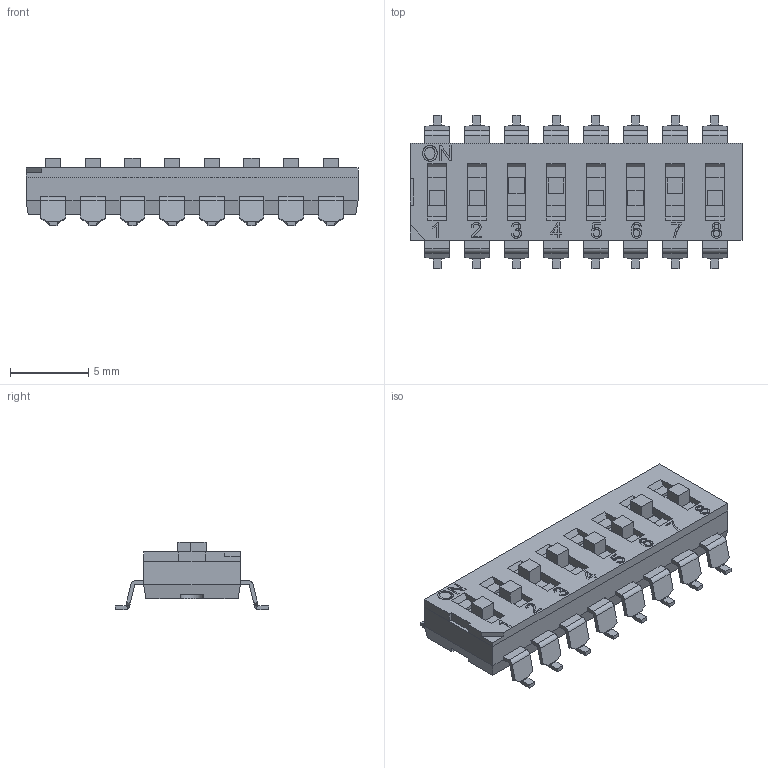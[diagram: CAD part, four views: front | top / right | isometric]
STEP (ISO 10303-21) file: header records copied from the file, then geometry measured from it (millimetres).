
FILE_DESCRIPTION(/* description */ (''),/* implementation_level */ '2;1');
FILE_NAME(/* name */ 'DIPSWI~2',/* time_stamp */ '2016-12-27T12:22:46+01:00',/* author */ (''),/* organization */ (''),/* preprocessor_version */ 'ST-DEVELOPER v14',/* originating_system */ '',/* authorisation */ '');
FILE_SCHEMA (('AUTOMOTIVE_DESIGN'));
Length unit declared in the file: millimetre
Products named in the file (1): Document
Bounding box: 21.26 x 9.8 x 4.32 mm (x, y, z)
Volume: 223.6 mm3; surface area: 1491.5 mm2
Topology: 17 solids, 65 shells, 1513 faces, 4307 edges, 2872 vertices
Faces by surface type: plane 1084, bspline 429
Entity records: 51361 total; most frequent: CARTESIAN_POINT 23472, ORIENTED_EDGE 8341, EDGE_CURVE 4307, B_SPLINE_CURVE_WITH_KNOTS 3565, VERTEX_POINT 2872, EDGE_LOOP 1619, ADVANCED_FACE 1513, FACE_OUTER_BOUND 1513
